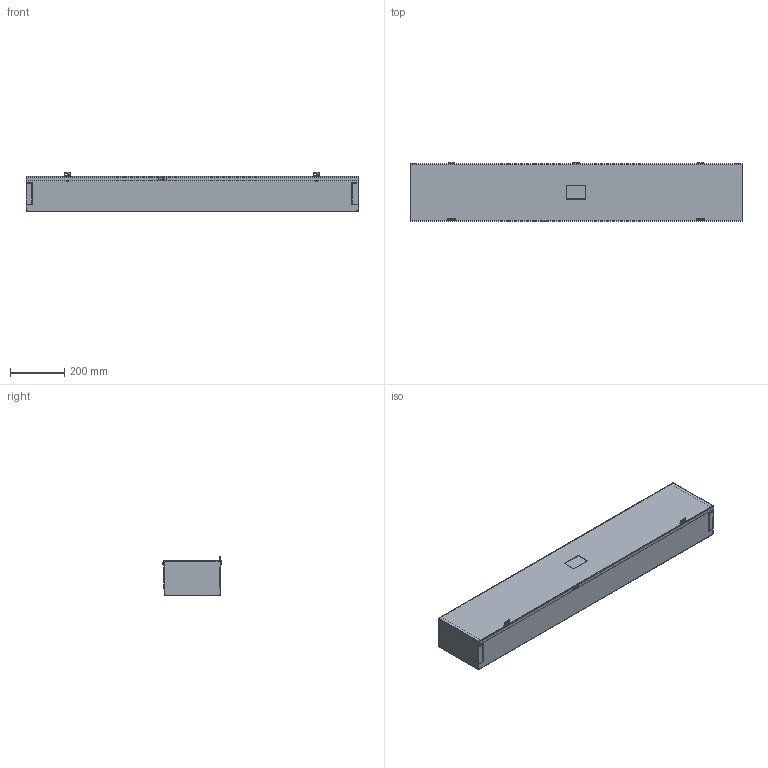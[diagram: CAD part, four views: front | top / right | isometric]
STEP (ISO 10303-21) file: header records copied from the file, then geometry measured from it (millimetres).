
FILE_DESCRIPTION( ( 'Unknown' ), '1' );
FILE_NAME( 'T4203.stp', 'Unknown', ( 'Unknown' ), ( 'Unknown' ), 'PSStep 16.0.42', 'Unknown', ' ' );
FILE_SCHEMA( ( 'AUTOMOTIVE_DESIGN { 1 0 10303 214 1 1 1 1 }' ) );
Length unit declared in the file: millimetre
Products named in the file (8): POP-RIVET-AJUSTABLE; POP-RIVET-0_125x0_328-GRIP-0_126-0_187-ADA43BS; POP-RIVET-0_125x0_328-GRIP-0_126-0_187-ADA43BS-ECRASÉ; Assem1; BEL 33; T4200-BOX; T4200-COVER; PADLOCK C
Assembly tree (11 placements, depth 3):
  Assem1
    BEL 33  x3
    T4200-BOX
    T4200-COVER
    PADLOCK C  x2
    POP-RIVET-AJUSTABLE  x2
      POP-RIVET-0_125x0_328-GRIP-0_126-0_187-ADA43BS
      POP-RIVET-0_125x0_328-GRIP-0_126-0_187-ADA43BS-ECRASÉ
Bounding box: 1219.2 x 215.47 x 144.68 mm (x, y, z)
Volume: 1488677.4 mm3; surface area: 1886222.5 mm2
Topology: 11 solids, 11 shells, 610 faces, 1617 edges, 1044 vertices
Faces by surface type: plane 391, cylinder 201, bspline 10, torus 6, cone 2
Full cylindrical faces by diameter (mm): 0.346 x2, 1.626 x2, 3.175 x6, 3.302 x2, 4.293 x3, 5.791 x12, 6.35 x5, 7.925 x6, 8.23 x3, 9.525 x2, 9.906 x3, 15.875 x6
Entity records: 18083 total; most frequent: CARTESIAN_POINT 2900, ORIENTED_EDGE 2332, DIRECTION 2318, EDGE_CURVE 1166, LINE 836, VECTOR 836, VERTEX_POINT 771, AXIS2_PLACEMENT_3D 741
